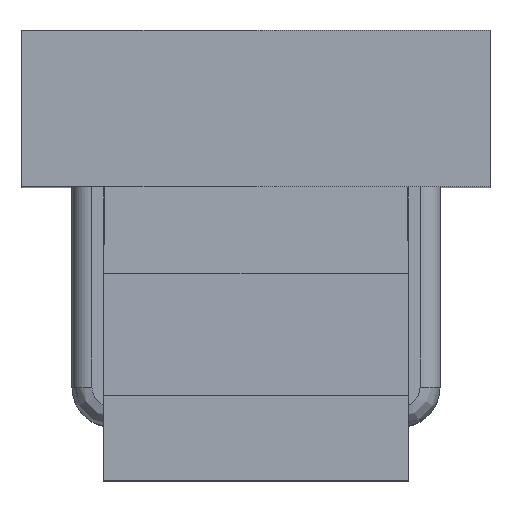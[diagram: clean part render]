
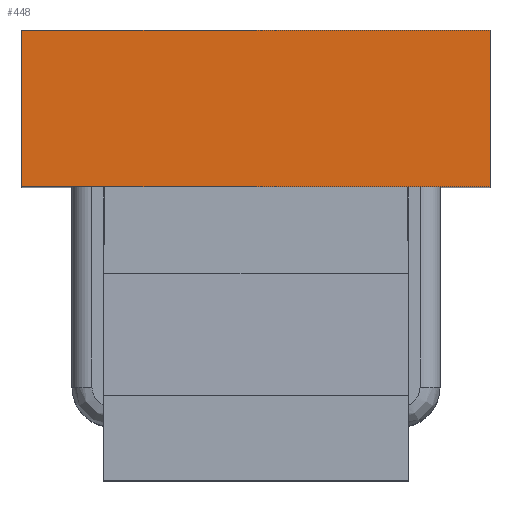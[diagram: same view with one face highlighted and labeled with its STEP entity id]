
A CAD part, top view. The second image highlights one B-rep face of the part: STEP entity #448.
In plain terms, the highlighted planar face has unit normal (0, 0, 1).
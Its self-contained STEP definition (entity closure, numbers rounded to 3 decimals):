
#352 = VERTEX_POINT ( 'NONE', #1578 ) ;
#353 = VERTEX_POINT ( 'NONE', #1560 ) ;
#358 = VERTEX_POINT ( 'NONE', #1567 ) ;
#392 = ORIENTED_EDGE ( 'NONE', *, *, #450, .T. ) ;
#393 = EDGE_CURVE ( 'NONE', #396, #352, #1696, .T. ) ;
#396 = VERTEX_POINT ( 'NONE', #1716 ) ;
#403 = EDGE_CURVE ( 'NONE', #353, #358, #1718, .T. ) ;
#410 = EDGE_LOOP ( 'NONE', ( #392, #451, #412, #456 ) ) ;
#412 = ORIENTED_EDGE ( 'NONE', *, *, #452, .T. ) ;
#448 = ADVANCED_FACE ( 'NONE', ( #1840 ), #1810, .F. ) ;
#450 = EDGE_CURVE ( 'NONE', #353, #352, #1864, .T. ) ;
#451 = ORIENTED_EDGE ( 'NONE', *, *, #393, .F. ) ;
#452 = EDGE_CURVE ( 'NONE', #396, #358, #1871, .T. ) ;
#456 = ORIENTED_EDGE ( 'NONE', *, *, #403, .F. ) ;
#1560 = CARTESIAN_POINT ( 'NONE',  ( 0.585, 0.724, 0.901 ) ) ;
#1567 = CARTESIAN_POINT ( 'NONE',  ( -0.584, 0.724, 0.901 ) ) ;
#1578 = CARTESIAN_POINT ( 'NONE',  ( 0.585, 1.114, 0.901 ) ) ;
#1693 = DIRECTION ( 'NONE',  ( 1., 0., 0. ) ) ;
#1694 = VECTOR ( 'NONE', #1693, 1000. ) ;
#1695 = CARTESIAN_POINT ( 'NONE',  ( 0.585, 1.114, 0.901 ) ) ;
#1696 = LINE ( 'NONE', #1695, #1694 ) ;
#1716 = CARTESIAN_POINT ( 'NONE',  ( -0.584, 1.114, 0.901 ) ) ;
#1718 = LINE ( 'NONE', #1770, #1758 ) ;
#1757 = DIRECTION ( 'NONE',  ( -1., 0., 0. ) ) ;
#1758 = VECTOR ( 'NONE', #1757, 1000. ) ;
#1770 = CARTESIAN_POINT ( 'NONE',  ( -0.584, 0.724, 0.901 ) ) ;
#1810 = PLANE ( 'NONE',  #1869 ) ;
#1840 = FACE_OUTER_BOUND ( 'NONE', #410, .T. ) ;
#1858 = DIRECTION ( 'NONE',  ( 0., -1., 0. ) ) ;
#1859 = VECTOR ( 'NONE', #1858, 1000. ) ;
#1862 = DIRECTION ( 'NONE',  ( 0., 1., 0. ) ) ;
#1863 = VECTOR ( 'NONE', #1862, 1000. ) ;
#1864 = LINE ( 'NONE', #1870, #1863 ) ;
#1865 = CARTESIAN_POINT ( 'NONE',  ( -0.584, 1.114, 0.901 ) ) ;
#1866 = DIRECTION ( 'NONE',  ( -1., 0., 0. ) ) ;
#1867 = DIRECTION ( 'NONE',  ( 0., 0., -1. ) ) ;
#1868 = CARTESIAN_POINT ( 'NONE',  ( -0.584, 1.114, 0.901 ) ) ;
#1869 = AXIS2_PLACEMENT_3D ( 'NONE', #1868, #1867, #1866 ) ;
#1870 = CARTESIAN_POINT ( 'NONE',  ( 0.585, 1.114, 0.901 ) ) ;
#1871 = LINE ( 'NONE', #1865, #1859 ) ;
